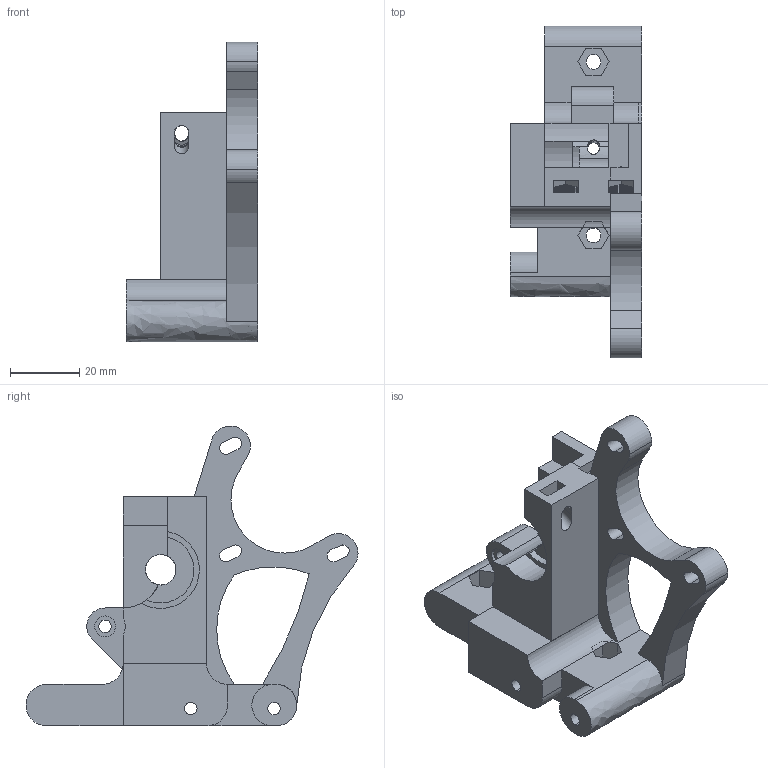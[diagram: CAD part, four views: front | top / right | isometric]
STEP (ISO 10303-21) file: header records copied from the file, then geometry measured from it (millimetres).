
FILE_DESCRIPTION (( 'STEP AP203' ), '1' );
FILE_NAME ('Wades0915.STEP', '2015-09-09T09:34:15', ( '' ), ( '' ), 'SwSTEP 2.0', 'SolidWorks 2014', '' );
FILE_SCHEMA (( 'CONFIG_CONTROL_DESIGN' ));
Length unit declared in the file: millimetre
Products named in the file (1): Wades0915
Bounding box: 38 x 95.68 x 86.4 mm (x, y, z)
Volume: 59717.6 mm3; surface area: 22074.4 mm2
Topology: 1 solids, 1 shells, 423 faces, 1245 edges, 824 vertices
Faces by surface type: plane 322, cylinder 72, bspline 29
Entity records: 15374 total; most frequent: CARTESIAN_POINT 4242, ORIENTED_EDGE 2490, DIRECTION 2043, EDGE_CURVE 1245, LINE 973, VECTOR 973, VERTEX_POINT 824, AXIS2_PLACEMENT_3D 535
